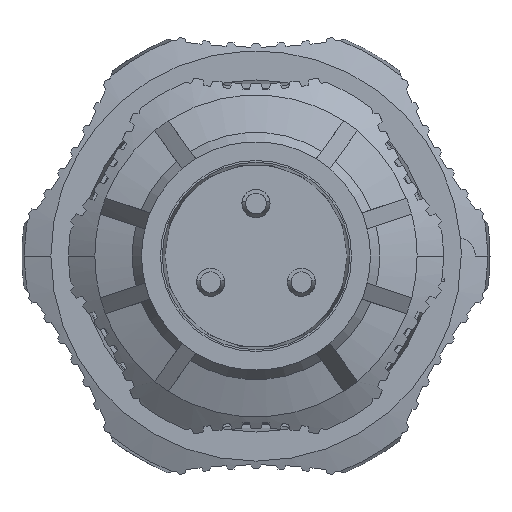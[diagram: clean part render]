
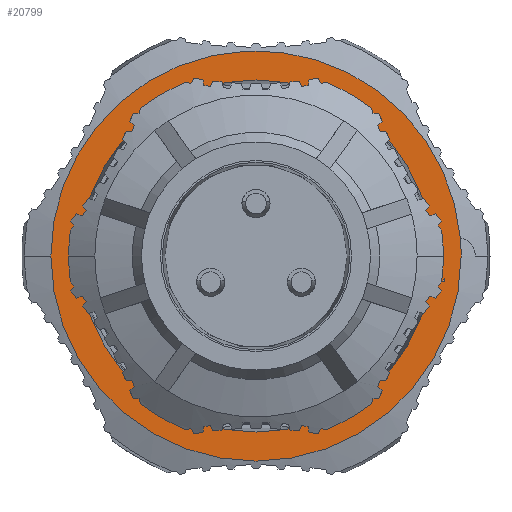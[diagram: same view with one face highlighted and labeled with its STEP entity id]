
A CAD part, front view. The second image highlights one B-rep face of the part: STEP entity #20799.
In plain terms, the highlighted planar face has unit normal (0, -1, 0).
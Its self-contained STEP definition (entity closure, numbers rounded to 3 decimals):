
#1818=CARTESIAN_POINT('',(0.,-7.4,0.));
#1819=DIRECTION('',(0.,1.,0.));
#1820=DIRECTION('',(-1.,0.,0.));
#1821=AXIS2_PLACEMENT_3D('',#1818,#1819,#1820);
#1823=CARTESIAN_POINT('',(0.,-7.4,0.));
#1824=DIRECTION('',(0.,1.,0.));
#1825=DIRECTION('',(0.996,0.,0.089));
#1826=AXIS2_PLACEMENT_3D('',#1823,#1824,#1825);
#1828=CARTESIAN_POINT('',(0.,-7.4,0.));
#1829=DIRECTION('',(0.,1.,0.));
#1830=DIRECTION('',(1.,0.,0.));
#1831=AXIS2_PLACEMENT_3D('',#1828,#1829,#1830);
#1833=CARTESIAN_POINT('',(0.,-7.4,0.));
#1834=DIRECTION('',(0.,-1.,0.));
#1835=DIRECTION('',(-1.,0.,0.));
#1836=AXIS2_PLACEMENT_3D('',#1833,#1834,#1835);
#1838=CARTESIAN_POINT('',(0.,-7.4,0.));
#1839=DIRECTION('',(0.,-1.,0.));
#1840=DIRECTION('',(1.,0.,0.));
#1841=AXIS2_PLACEMENT_3D('',#1838,#1839,#1840);
#18993=CARTESIAN_POINT('',(9.4,-7.4,0.));
#18994=VERTEX_POINT('',#18993);
#18995=CARTESIAN_POINT('',(-9.4,-7.4,0.));
#18996=VERTEX_POINT('',#18995);
#18997=CARTESIAN_POINT('',(-10.95,-7.4,0.));
#18998=CARTESIAN_POINT('',(10.906,-7.4,
0.979));
#18999=VERTEX_POINT('',#18997);
#19000=VERTEX_POINT('',#18998);
#19001=CARTESIAN_POINT('',(10.95,-7.4,0.));
#19002=VERTEX_POINT('',#19001);
#20782=CARTESIAN_POINT('',(0.,-7.4,0.001));
#20783=DIRECTION('',(0.,1.,0.));
#20784=DIRECTION('',(1.,0.,0.));
#20785=AXIS2_PLACEMENT_3D('',#20782,#20783,#20784);
#20786=PLANE('',#20785);
#20788=ORIENTED_EDGE('',*,*,#20787,.T.);
#20789=ORIENTED_EDGE('',*,*,#20593,.T.);
#20790=ORIENTED_EDGE('',*,*,#20591,.T.);
#20791=EDGE_LOOP('',(#20788,#20789,#20790));
#20792=FACE_OUTER_BOUND('',#20791,.F.);
#20794=ORIENTED_EDGE('',*,*,#20793,.T.);
#20796=ORIENTED_EDGE('',*,*,#20795,.T.);
#20797=EDGE_LOOP('',(#20794,#20796));
#20798=FACE_BOUND('',#20797,.F.);
#1822=CIRCLE('',#1821,10.95);
#1827=CIRCLE('',#1826,10.95);
#1832=CIRCLE('',#1831,10.95);
#1837=CIRCLE('',#1836,9.4);
#1842=CIRCLE('',#1841,9.4);
#20591=EDGE_CURVE('',#19002,#18999,#1832,.T.);
#20593=EDGE_CURVE('',#19000,#19002,#1827,.T.);
#20787=EDGE_CURVE('',#18999,#19000,#1822,.T.);
#20793=EDGE_CURVE('',#18996,#18994,#1837,.T.);
#20795=EDGE_CURVE('',#18994,#18996,#1842,.T.);
#20799=ADVANCED_FACE('',(#20792,#20798),#20786,.F.);
